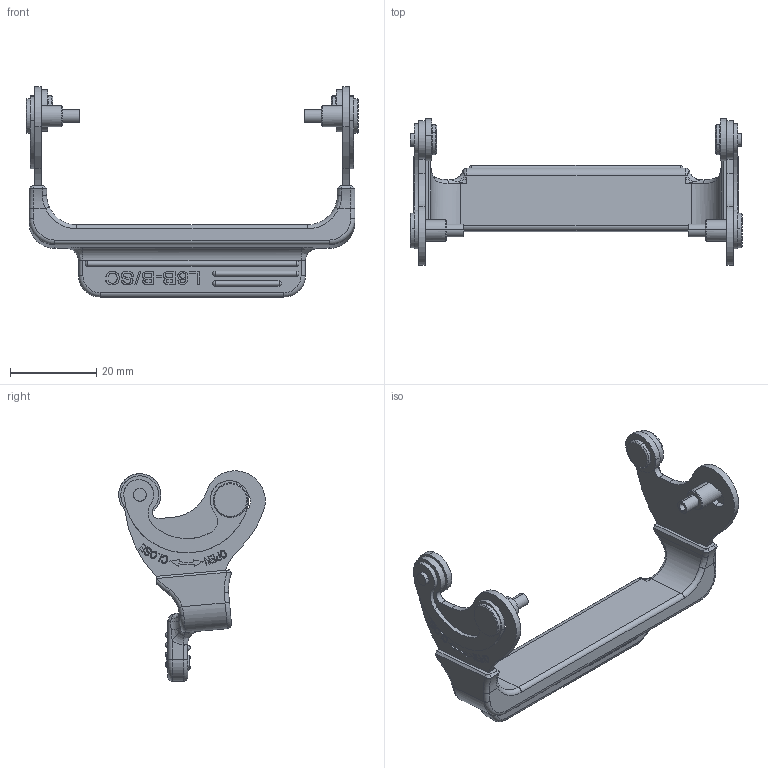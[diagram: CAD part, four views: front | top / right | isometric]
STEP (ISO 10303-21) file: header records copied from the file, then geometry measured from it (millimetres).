
FILE_DESCRIPTION(/* description */ (''),/* implementation_level */ '2;1');
FILE_NAME(/* name */ '3D_1120062211009_H6B-MSFH-1L_SC-2PG29_V1.0.stp',/* time_stamp */ '2024-03-20T09:10:15+08:00',/* author */ (''),/* organization */ (''),/* preprocessor_version */ 'ST-DEVELOPER v18.1',/* originating_system */ 'SIEMENS PLM Software NX 1980',/* authorisation */ '');
FILE_SCHEMA (('AUTOMOTIVE_DESIGN { 1 0 10303 214 3 1 1 1 }'));
Length unit declared in the file: millimetre
Products named in the file (1): 3D_1120062218014_H6B-MSFH-1L_SC-MMCV-2PG29_V1.0_stp
Bounding box: 77 x 34.01 x 48.75 mm (x, y, z)
Volume: 11231.6 mm3; surface area: 8585.2 mm2
Topology: 3 solids, 14 shells, 829 faces, 2187 edges, 1435 vertices
Faces by surface type: plane 361, cylinder 352, extrusion 34, torus 27, cone 24, bspline 17, sphere 14
Entity records: 28142 total; most frequent: CARTESIAN_POINT 9254, ORIENTED_EDGE 4338, DIRECTION 3178, EDGE_CURVE 2169, VERTEX_POINT 1435, AXIS2_PLACEMENT_3D 1134, B_SPLINE_CURVE_WITH_KNOTS 956, EDGE_LOOP 914
